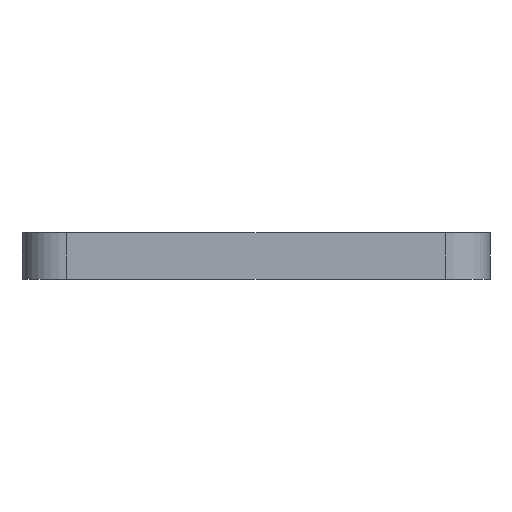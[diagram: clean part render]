
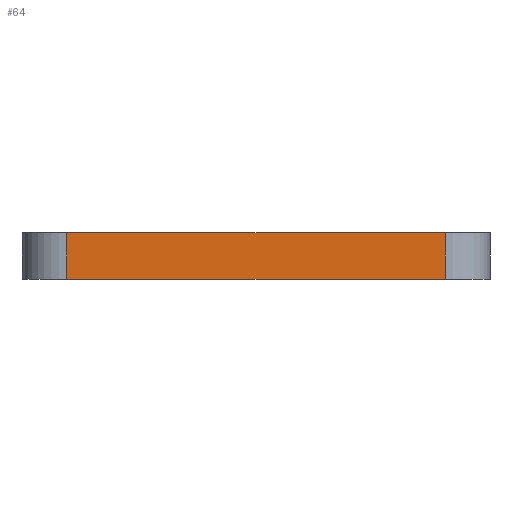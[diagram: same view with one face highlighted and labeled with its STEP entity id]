
A CAD part, front view. The second image highlights one B-rep face of the part: STEP entity #64.
In plain terms, the highlighted planar face has unit normal (0, -1, 0).
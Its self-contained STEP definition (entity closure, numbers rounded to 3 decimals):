
#64=ADVANCED_FACE('',(#182),#1730,.T.);
#182=FACE_OUTER_BOUND('',#294,.T.);
#294=EDGE_LOOP('',(#608,#609,#610,#611));
#608=ORIENTED_EDGE('',*,*,#1023,.F.);
#609=ORIENTED_EDGE('',*,*,#1024,.F.);
#610=ORIENTED_EDGE('',*,*,#1025,.F.);
#611=ORIENTED_EDGE('',*,*,#886,.F.);
#886=EDGE_CURVE('',#1496,#1497,#1310,.T.);
#1023=EDGE_CURVE('',#1598,#1496,#1411,.T.);
#1024=EDGE_CURVE('',#1599,#1598,#1412,.T.);
#1025=EDGE_CURVE('',#1497,#1599,#1413,.T.);
#1310=B_SPLINE_CURVE_WITH_KNOTS('',1,(#2934,#2935),.UNSPECIFIED.,.F.,.F.,
(2,2),(0.,34.),.UNSPECIFIED.);
#1411=B_SPLINE_CURVE_WITH_KNOTS('',1,(#3244,#3245),.UNSPECIFIED.,.F.,.F.,
(2,2),(-4.15,0.),.UNSPECIFIED.);
#1412=B_SPLINE_CURVE_WITH_KNOTS('',1,(#3246,#3247),.UNSPECIFIED.,.F.,.F.,
(2,2),(-34.,0.),.UNSPECIFIED.);
#1413=B_SPLINE_CURVE_WITH_KNOTS('',1,(#3248,#3249),.UNSPECIFIED.,.F.,.F.,
(2,2),(-4.15,0.),.UNSPECIFIED.);
#1496=VERTEX_POINT('',#2774);
#1497=VERTEX_POINT('',#2775);
#1598=VERTEX_POINT('',#2876);
#1599=VERTEX_POINT('',#2877);
#1730=PLANE('',#1884);
#1884=AXIS2_PLACEMENT_3D('',#2510,#2049,$);
#2049=DIRECTION('',(0.,-1.,0.));
#2510=CARTESIAN_POINT('',(20.4,-21.,-0.415));
#2774=CARTESIAN_POINT('',(17.,-21.,0.));
#2775=CARTESIAN_POINT('',(-17.,-21.,0.));
#2876=CARTESIAN_POINT('',(17.,-21.,4.15));
#2877=CARTESIAN_POINT('',(-17.,-21.,4.15));
#2934=CARTESIAN_POINT('',(17.,-21.,0.));
#2935=CARTESIAN_POINT('',(-17.,-21.,0.));
#3244=CARTESIAN_POINT('',(17.,-21.,4.15));
#3245=CARTESIAN_POINT('',(17.,-21.,0.));
#3246=CARTESIAN_POINT('',(-17.,-21.,4.15));
#3247=CARTESIAN_POINT('',(17.,-21.,4.15));
#3248=CARTESIAN_POINT('',(-17.,-21.,0.));
#3249=CARTESIAN_POINT('',(-17.,-21.,4.15));
